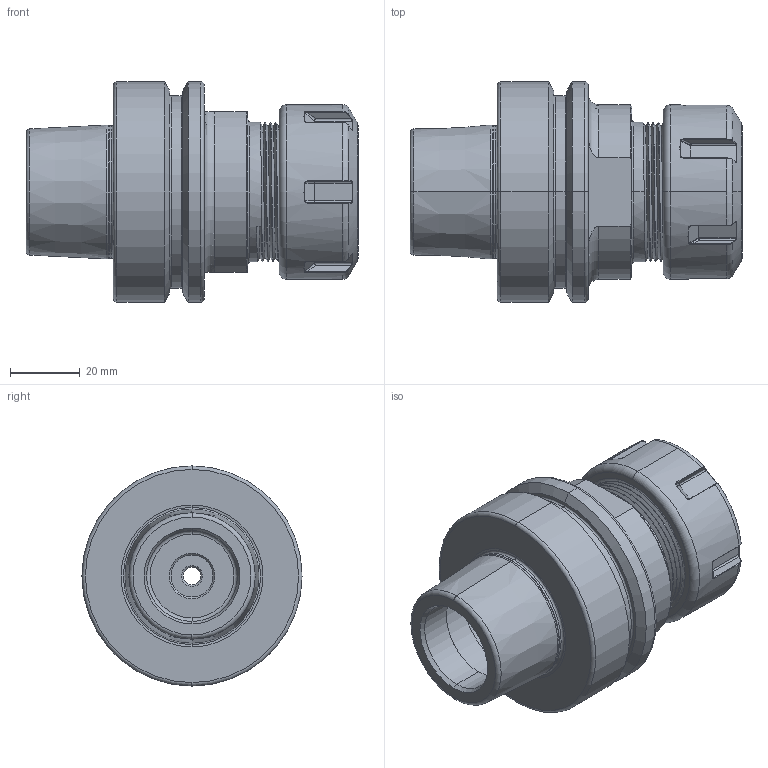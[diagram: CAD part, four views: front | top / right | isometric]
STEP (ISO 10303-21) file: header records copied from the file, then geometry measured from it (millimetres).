
FILE_DESCRIPTION (( 'STEP AP203' ), '1' );
FILE_NAME ('F63.02.20.STEP', '2017-12-25T10:45:07', ( '' ), ( '' ), 'SwSTEP 2.0', 'SolidWorks 2012', '' );
FILE_SCHEMA (( 'CONFIG_CONTROL_DESIGN' ));
Length unit declared in the file: millimetre
Products named in the file (3): F63.02.20; 2-01.100.0320230C7_ER32螺帽(六溝)
Assembly tree (2 placements, depth 2):
  F63.02.20
    F63.02.20
    2-01.100.0320230C7_ER32螺帽(六溝)
Bounding box: 95 x 63 x 63 mm (x, y, z)
Volume: 124489 mm3; surface area: 36352.9 mm2
Topology: 2 solids, 2 shells, 297 faces, 698 edges, 414 vertices
Faces by surface type: cylinder 94, bspline 66, torus 54, plane 54, cone 29
Entity records: 16417 total; most frequent: CARTESIAN_POINT 10151, ORIENTED_EDGE 1396, DIRECTION 1034, EDGE_CURVE 698, AXIS2_PLACEMENT_3D 427, VERTEX_POINT 414, EDGE_LOOP 310, FACE_OUTER_BOUND 297
